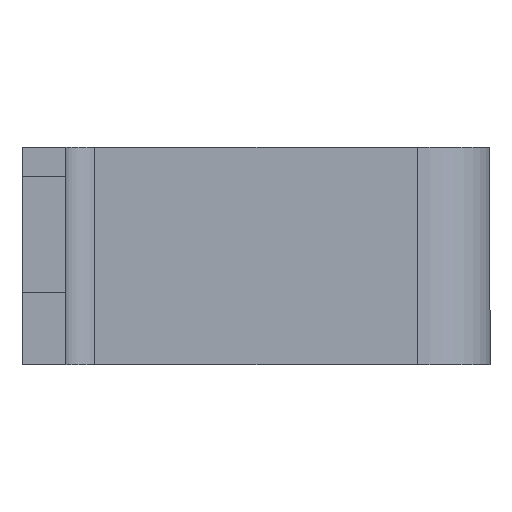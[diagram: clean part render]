
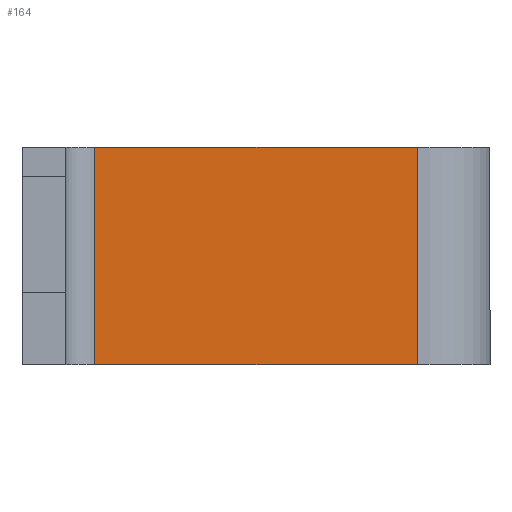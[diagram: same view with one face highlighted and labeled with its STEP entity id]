
A CAD part, front view. The second image highlights one B-rep face of the part: STEP entity #164.
In plain terms, the highlighted planar face has unit normal (0, -1, 0).
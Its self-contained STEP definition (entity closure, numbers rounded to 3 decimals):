
#23 = CARTESIAN_POINT ( 'NONE',  ( -28.876, 0., 57.694 ) ) ;
#28 = LINE ( 'NONE', #442, #146 ) ;
#93 = EDGE_CURVE ( 'NONE', #278, #380, #507, .T. ) ;
#109 = EDGE_CURVE ( 'NONE', #380, #460, #28, .T. ) ;
#111 = FACE_OUTER_BOUND ( 'NONE', #414, .T. ) ;
#146 = VECTOR ( 'NONE', #698, 1000. ) ;
#153 = ORIENTED_EDGE ( 'NONE', *, *, #504, .F. ) ;
#164 = ADVANCED_FACE ( 'NONE', ( #111 ), #286, .T. ) ;
#170 = CARTESIAN_POINT ( 'NONE',  ( 53.873, 0., 57.694 ) ) ;
#195 = CARTESIAN_POINT ( 'NONE',  ( -28.876, 0., 65.194 ) ) ;
#209 = CARTESIAN_POINT ( 'NONE',  ( -51.127, 0., 57.694 ) ) ;
#257 = VECTOR ( 'NONE', #572, 1000. ) ;
#258 = CARTESIAN_POINT ( 'NONE',  ( -51.127, 0., 65.194 ) ) ;
#268 = ORIENTED_EDGE ( 'NONE', *, *, #93, .F. ) ;
#272 = CARTESIAN_POINT ( 'NONE',  ( -28.876, 0., 50.194 ) ) ;
#274 = DIRECTION ( 'NONE',  ( 0., 0., 1. ) ) ;
#278 = VERTEX_POINT ( 'NONE', #426 ) ;
#286 = PLANE ( 'NONE',  #409 ) ;
#293 = VECTOR ( 'NONE', #274, 1000. ) ;
#322 = ORIENTED_EDGE ( 'NONE', *, *, #109, .F. ) ;
#380 = VERTEX_POINT ( 'NONE', #258 ) ;
#389 = LINE ( 'NONE', #23, #293 ) ;
#400 = DIRECTION ( 'NONE',  ( 0., 0., 1. ) ) ;
#409 = AXIS2_PLACEMENT_3D ( 'NONE', #170, #661, #728 ) ;
#414 = EDGE_LOOP ( 'NONE', ( #268, #153, #560, #322 ) ) ;
#426 = CARTESIAN_POINT ( 'NONE',  ( -51.127, 0., 50.194 ) ) ;
#429 = EDGE_CURVE ( 'NONE', #521, #460, #389, .T. ) ;
#442 = CARTESIAN_POINT ( 'NONE',  ( 53.873, 0., 65.194 ) ) ;
#450 = CARTESIAN_POINT ( 'NONE',  ( -96.127, 0., 50.194 ) ) ;
#460 = VERTEX_POINT ( 'NONE', #195 ) ;
#504 = EDGE_CURVE ( 'NONE', #521, #278, #701, .T. ) ;
#507 = LINE ( 'NONE', #209, #616 ) ;
#521 = VERTEX_POINT ( 'NONE', #272 ) ;
#560 = ORIENTED_EDGE ( 'NONE', *, *, #429, .T. ) ;
#572 = DIRECTION ( 'NONE',  ( -1., 0., 0. ) ) ;
#616 = VECTOR ( 'NONE', #400, 1000. ) ;
#661 = DIRECTION ( 'NONE',  ( 0., -1., 0. ) ) ;
#698 = DIRECTION ( 'NONE',  ( 1., 0., 0. ) ) ;
#701 = LINE ( 'NONE', #450, #257 ) ;
#728 = DIRECTION ( 'NONE',  ( 0., 0., -1. ) ) ;
